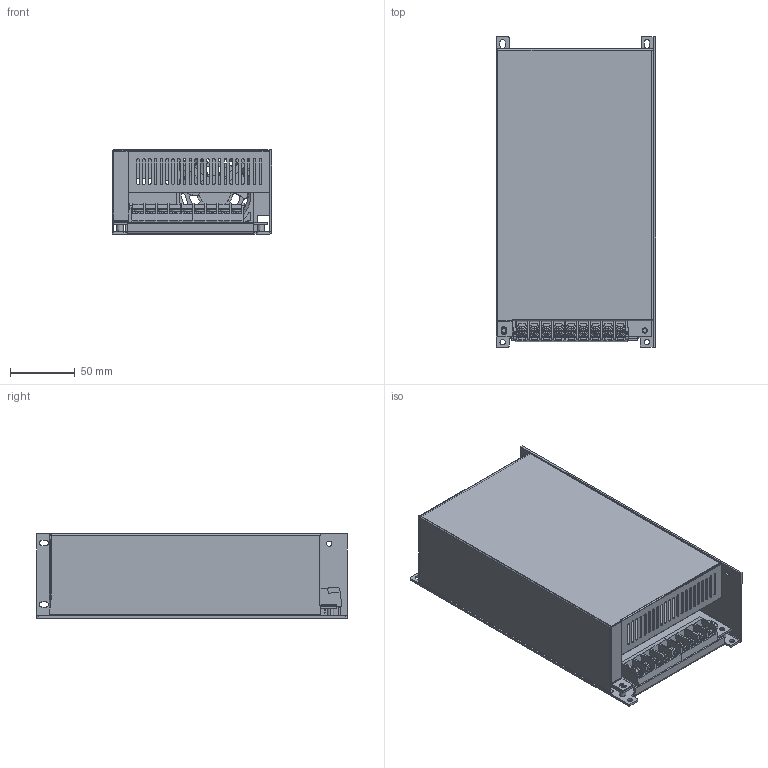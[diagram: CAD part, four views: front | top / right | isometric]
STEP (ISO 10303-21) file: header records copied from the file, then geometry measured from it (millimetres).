
FILE_DESCRIPTION (( 'STEP AP214' ), '1' );
FILE_NAME ('SA-500-600w.STEP', '2025-02-28T06:30:52', ( 'China' ), ( 'Home' ), 'SwSTEP 2.0', 'SolidWorks 2019', '' );
FILE_SCHEMA (( 'AUTOMOTIVE_DESIGN' ));
Length unit declared in the file: millimetre
Products named in the file (8): SA-500-裔; 傷赽蹟佪; SA-500-600w; SA-240傷赽-衵4; SA-240傷赽酘-5; SA-500-菁; SA-500-PCB°å; 6025瑞儂
Assembly tree (15 placements, depth 2):
  SA-500-600w
    SA-500-菁
    SA-500-PCB°å
    6025瑞儂
    SA-500-裔
    SA-240傷赽酘-5
    SA-240傷赽-衵4
    傷赽蹟佪  x9
Bounding box: 123.5 x 240 x 65 mm (x, y, z)
Volume: 156474.1 mm3; surface area: 274717.6 mm2
Topology: 14 solids, 15 shells, 1751 faces, 4858 edges, 3148 vertices
Faces by surface type: plane 992, cylinder 529, bspline 150, cone 74, torus 6
Entity records: 59839 total; most frequent: CARTESIAN_POINT 15548, ORIENTED_EDGE 7661, DIRECTION 7283, EDGE_CURVE 3832, VECTOR 2625, LINE 2625, VERTEX_POINT 2500, AXIS2_PLACEMENT_3D 2329
